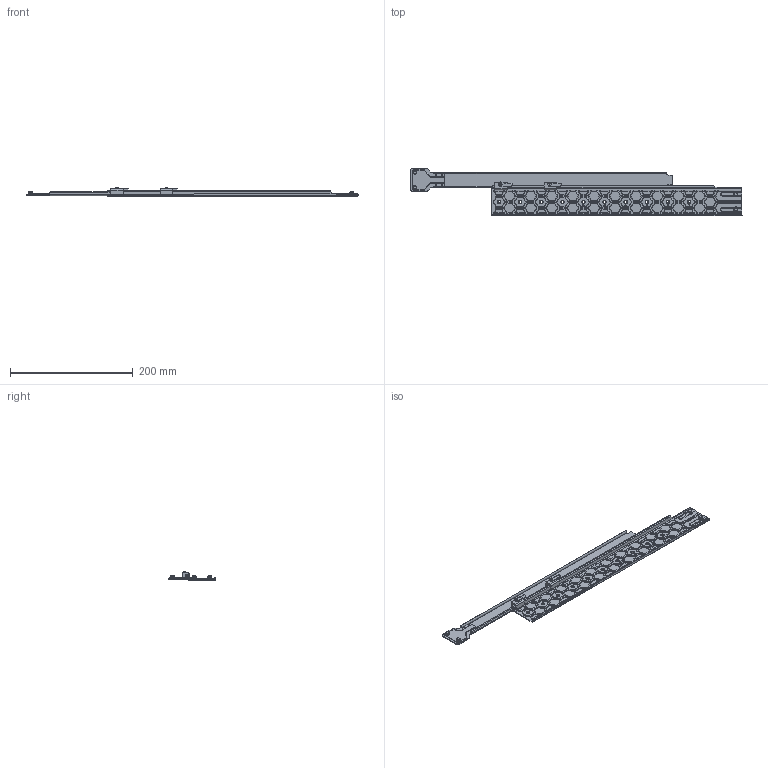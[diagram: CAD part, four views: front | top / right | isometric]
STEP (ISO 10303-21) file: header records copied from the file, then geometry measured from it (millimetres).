
FILE_DESCRIPTION(/* description */ (''),/* implementation_level */ '2;1');
FILE_NAME(/* name */ 'PB-2IN1-SYNCHROPRO-520-600.stp',/* time_stamp */ '2025-01-07T15:29:14+01:00',/* author */ ('tomaszw'),/* organization */ (''),/* preprocessor_version */ 'ST-DEVELOPER v20',/* originating_system */ 'Autodesk Inventor 2025',/* authorisation */ '');
FILE_SCHEMA (('AUTOMOTIVE_DESIGN { 1 0 10303 214 3 1 1 }'));
Products named in the file (9): PB-2IN1-3D0SHX18-500-PRO; Á¬½ÓÇÅ·½°¸; HG-FH-OD-057; HG-FH-OD-068; HG-FH-OD-065; HG-FH-OD-066-01; HG-FH-OD-067; HG-FH-OC-032; HG-FH-OD-070
Assembly tree (14 placements, depth 3):
  PB-2IN1-3D0SHX18-500-PRO
    Á¬½ÓÇÅ·½°¸
      HG-FH-OD-057
      HG-FH-OD-070  x2
      HG-FH-OD-068  x2
      HG-FH-OD-065  x2
      HG-FH-OD-066-01
      HG-FH-OD-067
      HG-FH-OC-032  x4
Bounding box: 540 x 77.19 x 14.05 mm (x, y, z)
Volume: 57209 mm3; surface area: 89090.1 mm2
Topology: 13 solids, 13 shells, 2863 faces, 6919 edges, 3940 vertices
Faces by surface type: cylinder 1298, plane 890, torus 328, bspline 325, cone 14, sphere 8
Full cylindrical faces by diameter (mm): 2.5 x4, 3 x8, 3.5 x2, 3.55 x2, 4 x4, 4.2 x10, 6.2 x10, 6.5 x4
Entity records: 98054 total; most frequent: CARTESIAN_POINT 35994, DIRECTION 13035, ORIENTED_EDGE 12802, EDGE_CURVE 6401, AXIS2_PLACEMENT_3D 4836, VERTEX_POINT 3791, LINE 3363, VECTOR 3363
